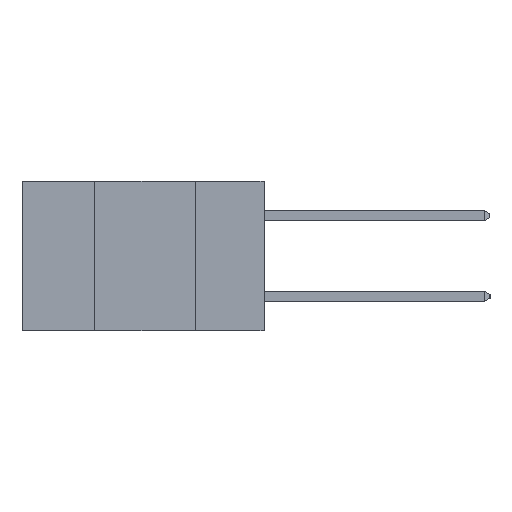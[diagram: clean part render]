
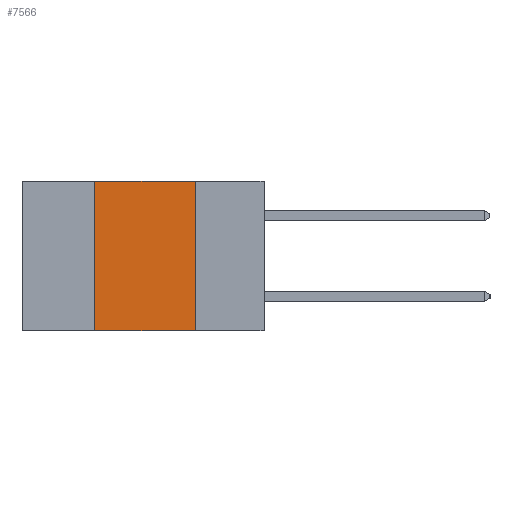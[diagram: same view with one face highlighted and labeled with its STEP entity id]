
A CAD part, left-side view. The second image highlights one B-rep face of the part: STEP entity #7566.
In plain terms, the highlighted planar face has unit normal (-1, 0, 0).
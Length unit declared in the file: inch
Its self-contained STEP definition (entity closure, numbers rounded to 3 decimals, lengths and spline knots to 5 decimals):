
#1027 = DIRECTION ( 'NONE',  ( 0., 0., -1. ) ) ;
#1058 = DIRECTION ( 'NONE',  ( 0., 0., 1. ) ) ;
#1064 = DIRECTION ( 'NONE',  ( 1., 0., 0. ) ) ;
#1115 = CARTESIAN_POINT ( 'NONE',  ( 0., 0.42, -0.37 ) ) ;
#1117 = PLANE ( 'NONE',  #10517 ) ;
#1358 = CARTESIAN_POINT ( 'NONE',  ( 0., 0.6, 0. ) ) ;
#1424 = DIRECTION ( 'NONE',  ( 0., -1., 0. ) ) ;
#1674 = CARTESIAN_POINT ( 'NONE',  ( 0., 0.6, -0.37 ) ) ;
#1677 = CARTESIAN_POINT ( 'NONE',  ( 0., 0.17, 0. ) ) ;
#1776 = EDGE_CURVE ( 'NONE', #15749, #7488, #8511, .T. ) ;
#2647 = FACE_OUTER_BOUND ( 'NONE', #11801, .T. ) ;
#3017 = EDGE_CURVE ( 'NONE', #5971, #8007, #8089, .T. ) ;
#3809 = ORIENTED_EDGE ( 'NONE', *, *, #6231, .F. ) ;
#3824 = ORIENTED_EDGE ( 'NONE', *, *, #1776, .F. ) ;
#3881 = ORIENTED_EDGE ( 'NONE', *, *, #5432, .F. ) ;
#4026 = ORIENTED_EDGE ( 'NONE', *, *, #3017, .T. ) ;
#4877 = VECTOR ( 'NONE', #1424, 39.37008 ) ;
#5432 = EDGE_CURVE ( 'NONE', #5971, #15749, #6007, .T. ) ;
#5971 = VERTEX_POINT ( 'NONE', #12201 ) ;
#5976 = LINE ( 'NONE', #10537, #12434 ) ;
#6007 = LINE ( 'NONE', #1115, #15221 ) ;
#6194 = DIRECTION ( 'NONE',  ( 0., -1., 0. ) ) ;
#6231 = EDGE_CURVE ( 'NONE', #7488, #8007, #5976, .T. ) ;
#6294 = CARTESIAN_POINT ( 'NONE',  ( 0., 0.6, 0. ) ) ;
#7488 = VERTEX_POINT ( 'NONE', #1677 ) ;
#7566 = ADVANCED_FACE ( 'NONE', ( #2647 ), #1117, .F. ) ;
#8007 = VERTEX_POINT ( 'NONE', #14105 ) ;
#8089 = LINE ( 'NONE', #1674, #4877 ) ;
#8132 = VECTOR ( 'NONE', #6194, 39.37008 ) ;
#8511 = LINE ( 'NONE', #6294, #8132 ) ;
#10517 = AXIS2_PLACEMENT_3D ( 'NONE', #1358, #1064, #1027 ) ;
#10537 = CARTESIAN_POINT ( 'NONE',  ( 0., 0.17, -0.37 ) ) ;
#10570 = DIRECTION ( 'NONE',  ( 0., 0., -1. ) ) ;
#11801 = EDGE_LOOP ( 'NONE', ( #3809, #3824, #3881, #4026 ) ) ;
#12201 = CARTESIAN_POINT ( 'NONE',  ( 0., 0.42, -0.37 ) ) ;
#12434 = VECTOR ( 'NONE', #10570, 39.37008 ) ;
#14105 = CARTESIAN_POINT ( 'NONE',  ( 0., 0.17, -0.37 ) ) ;
#14342 = CARTESIAN_POINT ( 'NONE',  ( 0., 0.42, 0. ) ) ;
#15221 = VECTOR ( 'NONE', #1058, 39.37008 ) ;
#15749 = VERTEX_POINT ( 'NONE', #14342 ) ;
